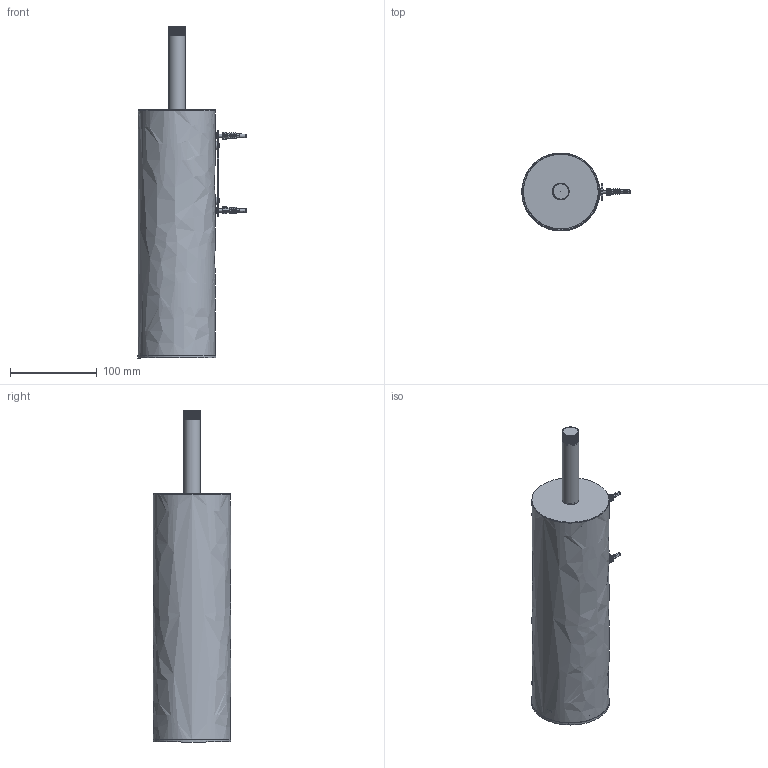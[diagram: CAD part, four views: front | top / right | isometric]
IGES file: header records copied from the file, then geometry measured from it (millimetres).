
Global section: file name: L7642; native system: Autodesk Inventor 2018; preprocessor: unknown; author: mblakey; date: 20180122.075749; units: millimetre
Bounding box: 124.93 x 89.83 x 382.75 mm (x, y, z)
Volume: 447354.8 mm3; surface area: 434978.7 mm2
Topology: 105 solids, 105 shells, 3210 faces, 7320 edges, 4402 vertices
Faces by surface type: bspline 3210
